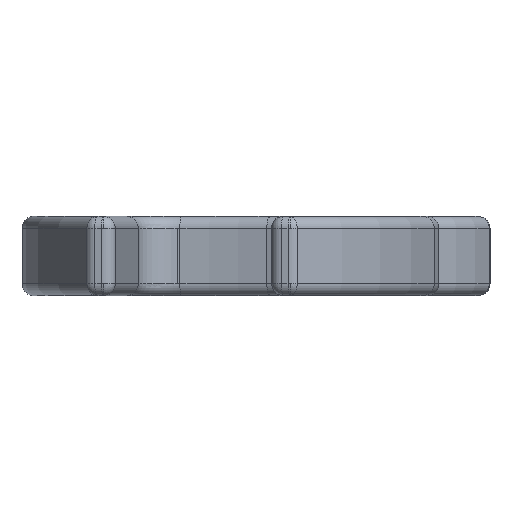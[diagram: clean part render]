
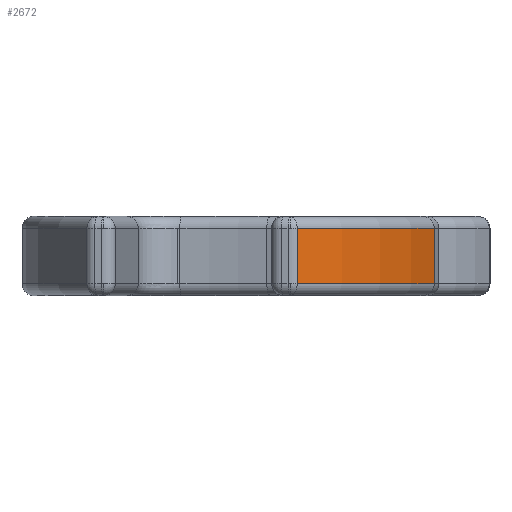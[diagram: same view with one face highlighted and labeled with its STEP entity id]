
A CAD part, front view. The second image highlights one B-rep face of the part: STEP entity #2672.
In plain terms, the highlighted cylindrical face has radius 10 mm (diameter 20 mm), a partial arc.
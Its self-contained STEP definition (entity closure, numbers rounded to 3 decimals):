
#41 = VERTEX_POINT ( 'NONE', #1522 ) ;
#67 = DIRECTION ( 'NONE',  ( 0., 0., 1. ) ) ;
#111 = FACE_OUTER_BOUND ( 'NONE', #2611, .T. ) ;
#180 = ORIENTED_EDGE ( 'NONE', *, *, #452, .T. ) ;
#206 = CARTESIAN_POINT ( 'NONE',  ( -5.102, -26.462, -0.7 ) ) ;
#275 = CARTESIAN_POINT ( 'NONE',  ( 0.884, -34.473, -1. ) ) ;
#283 = CARTESIAN_POINT ( 'NONE',  ( 0.884, -34.473, -0.7 ) ) ;
#353 = VERTEX_POINT ( 'NONE', #2837 ) ;
#360 = DIRECTION ( 'NONE',  ( 0., -1., 0. ) ) ;
#452 = EDGE_CURVE ( 'Defeature ausgef�hrt1_12+Defeature ausgef�hrt1_11+Defeature ausgef�hrt1_41+Defeature ausgef�hrt1_42', #353, #41, #1857, .T. ) ;
#492 = AXIS2_PLACEMENT_3D ( 'NONE', #206, #510, #1854 ) ;
#510 = DIRECTION ( 'NONE',  ( 0., 0., 1. ) ) ;
#562 = VECTOR ( 'NONE', #706, 1000. ) ;
#627 = CARTESIAN_POINT ( 'NONE',  ( -5.102, -26.462, -1. ) ) ;
#706 = DIRECTION ( 'NONE',  ( 0., 0., 1. ) ) ;
#712 = CIRCLE ( 'NONE', #492, 10. ) ;
#800 = EDGE_CURVE ( 'Defeature ausgef�hrt1_12+Defeature ausgef�hrt1_33+Defeature ausgef�hrt1_42+Defeature ausgef�hrt1_41', #1304, #2582, #2429, .T. ) ;
#1157 = CARTESIAN_POINT ( 'NONE',  ( 4.338, -29.761, -1. ) ) ;
#1225 = CYLINDRICAL_SURFACE ( 'NONE', #2962, 10. ) ;
#1304 = VERTEX_POINT ( 'NONE', #2580 ) ;
#1330 = EDGE_CURVE ( 'Defeature ausgef�hrt1_12+Defeature ausgef�hrt1_42+Defeature ausgef�hrt1_11+Defeature ausgef�hrt1_33', #41, #1304, #3354, .T. ) ;
#1390 = DIRECTION ( 'NONE',  ( 0., 0., -1. ) ) ;
#1515 = ORIENTED_EDGE ( 'NONE', *, *, #800, .T. ) ;
#1522 = CARTESIAN_POINT ( 'NONE',  ( 4.338, -29.761, 0.7 ) ) ;
#1738 = ORIENTED_EDGE ( 'NONE', *, *, #3048, .T. ) ;
#1854 = DIRECTION ( 'NONE',  ( 0., -1., 0. ) ) ;
#1857 = LINE ( 'NONE', #1157, #562 ) ;
#2069 = VECTOR ( 'NONE', #1390, 1000. ) ;
#2211 = AXIS2_PLACEMENT_3D ( 'NONE', #2561, #3395, #360 ) ;
#2429 = LINE ( 'NONE', #275, #2069 ) ;
#2561 = CARTESIAN_POINT ( 'NONE',  ( -5.102, -26.462, 0.7 ) ) ;
#2580 = CARTESIAN_POINT ( 'NONE',  ( 0.884, -34.473, 0.7 ) ) ;
#2582 = VERTEX_POINT ( 'NONE', #283 ) ;
#2611 = EDGE_LOOP ( 'NONE', ( #180, #2925, #1515, #1738 ) ) ;
#2672 = ADVANCED_FACE ( 'Defeature ausgef�hrt1_12', ( #111 ), #1225, .T. ) ;
#2811 = DIRECTION ( 'NONE',  ( 0., 1., 0. ) ) ;
#2837 = CARTESIAN_POINT ( 'NONE',  ( 4.338, -29.761, -0.7 ) ) ;
#2925 = ORIENTED_EDGE ( 'NONE', *, *, #1330, .T. ) ;
#2962 = AXIS2_PLACEMENT_3D ( 'NONE', #627, #67, #2811 ) ;
#3048 = EDGE_CURVE ( 'Defeature ausgef�hrt1_12+Defeature ausgef�hrt1_41+Defeature ausgef�hrt1_33+Defeature ausgef�hrt1_11', #2582, #353, #712, .T. ) ;
#3354 = CIRCLE ( 'NONE', #2211, 10. ) ;
#3395 = DIRECTION ( 'NONE',  ( 0., 0., -1. ) ) ;
